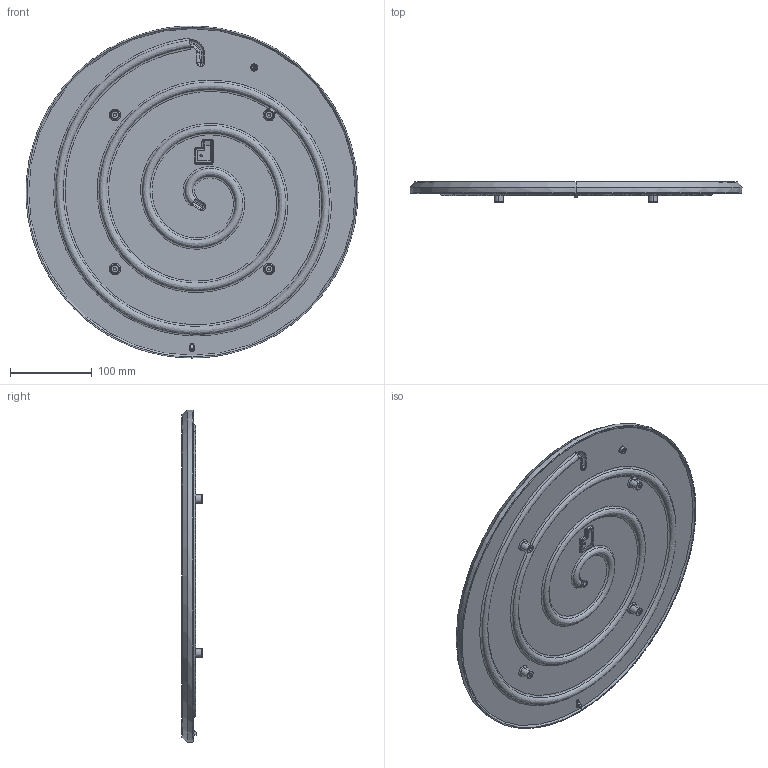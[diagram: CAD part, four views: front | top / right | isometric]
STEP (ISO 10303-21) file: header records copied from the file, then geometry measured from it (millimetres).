
FILE_DESCRIPTION (( 'STEP AP214' ), '1' );
FILE_NAME ('SG-2000.STEP', '2018-07-31T18:55:35', ( '' ), ( '' ), 'SwSTEP 2.0', 'SolidWorks 2016', '' );
FILE_SCHEMA (( 'AUTOMOTIVE_DESIGN' ));
Length unit declared in the file: inch
Products named in the file (1): SG-2000
Bounding box: 406.4 x 24.83 x 406.4 mm (x, y, z)
Volume: 819649.9 mm3; surface area: 288506 mm2
Topology: 1 solids, 1 shells, 193 faces, 456 edges, 261 vertices
Faces by surface type: cylinder 56, bspline 40, torus 36, plane 30, cone 26, sphere 5
Entity records: 14184 total; most frequent: CARTESIAN_POINT 9702, ORIENTED_EDGE 876, DIRECTION 866, EDGE_CURVE 438, AXIS2_PLACEMENT_3D 363, VERTEX_POINT 261, CIRCLE 209, EDGE_LOOP 207
